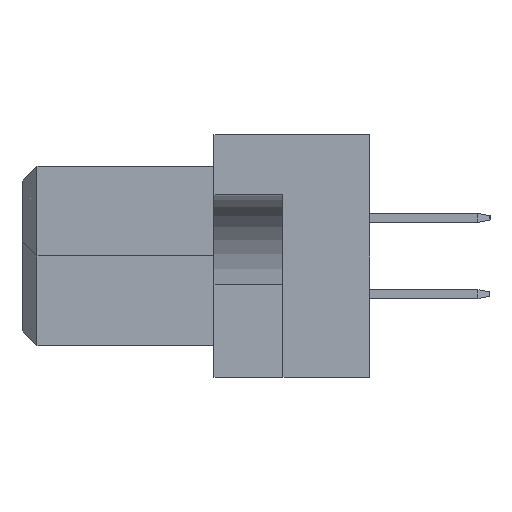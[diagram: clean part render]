
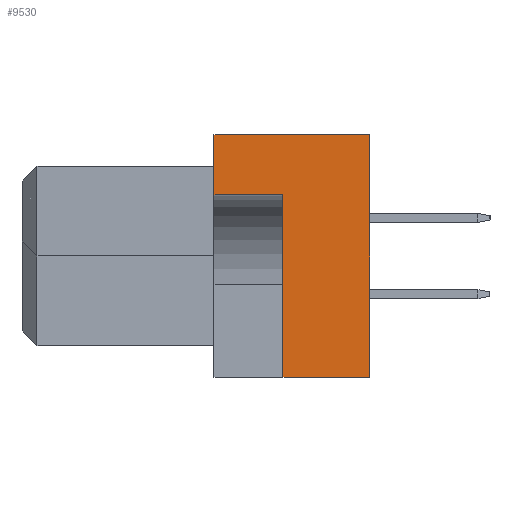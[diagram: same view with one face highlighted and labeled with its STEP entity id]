
A CAD part, left-side view. The second image highlights one B-rep face of the part: STEP entity #9530.
In plain terms, the highlighted planar face has unit normal (-1, 0, 0).
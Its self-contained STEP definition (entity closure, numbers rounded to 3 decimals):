
#209 = ORIENTED_EDGE ( 'NONE', *, *, #3716, .F. ) ;
#630 = EDGE_CURVE ( 'NONE', #703, #11213, #5794, .T. ) ;
#703 = VERTEX_POINT ( 'NONE', #4716 ) ;
#720 = CARTESIAN_POINT ( 'NONE',  ( -27.5, 5.2, 4.05 ) ) ;
#809 = CARTESIAN_POINT ( 'NONE',  ( -27.5, 5.2, 4.05 ) ) ;
#1058 = CARTESIAN_POINT ( 'NONE',  ( -27.5, 5.2, 2.05 ) ) ;
#1470 = VECTOR ( 'NONE', #7249, 1000. ) ;
#1575 = CARTESIAN_POINT ( 'NONE',  ( -27.5, 2.9, 2.05 ) ) ;
#1774 = EDGE_CURVE ( 'NONE', #11929, #10919, #4484, .T. ) ;
#1984 = DIRECTION ( 'NONE',  ( 1., 0., 0. ) ) ;
#1990 = CARTESIAN_POINT ( 'NONE',  ( -27.5, 0., 4.05 ) ) ;
#2030 = DIRECTION ( 'NONE',  ( 0., -1., 0. ) ) ;
#2035 = VERTEX_POINT ( 'NONE', #4460 ) ;
#2464 = EDGE_CURVE ( 'NONE', #2035, #10919, #7769, .T. ) ;
#2559 = VECTOR ( 'NONE', #10337, 1000. ) ;
#2688 = CARTESIAN_POINT ( 'NONE',  ( -27.5, 2.9, -4.05 ) ) ;
#2738 = CARTESIAN_POINT ( 'NONE',  ( -27.5, 2.9, 2.05 ) ) ;
#3305 = CARTESIAN_POINT ( 'NONE',  ( -27.5, 5.2, 4.05 ) ) ;
#3716 = EDGE_CURVE ( 'NONE', #11797, #703, #8519, .T. ) ;
#4407 = VECTOR ( 'NONE', #12649, 1000. ) ;
#4460 = CARTESIAN_POINT ( 'NONE',  ( -27.5, 0., -4.05 ) ) ;
#4483 = LINE ( 'NONE', #12138, #9894 ) ;
#4484 = LINE ( 'NONE', #3305, #2559 ) ;
#4716 = CARTESIAN_POINT ( 'NONE',  ( -27.5, 2.9, 2.05 ) ) ;
#5341 = ORIENTED_EDGE ( 'NONE', *, *, #11217, .F. ) ;
#5588 = LINE ( 'NONE', #7744, #13011 ) ;
#5794 = LINE ( 'NONE', #1575, #4407 ) ;
#6205 = ORIENTED_EDGE ( 'NONE', *, *, #1774, .F. ) ;
#7064 = AXIS2_PLACEMENT_3D ( 'NONE', #720, #1984, #14188 ) ;
#7249 = DIRECTION ( 'NONE',  ( 0., 0., 1. ) ) ;
#7613 = PLANE ( 'NONE',  #7064 ) ;
#7701 = ORIENTED_EDGE ( 'NONE', *, *, #630, .F. ) ;
#7744 = CARTESIAN_POINT ( 'NONE',  ( -27.5, 5.2, 4.05 ) ) ;
#7769 = LINE ( 'NONE', #1990, #8151 ) ;
#7800 = EDGE_LOOP ( 'NONE', ( #5341, #7701, #209, #13711, #7832, #6205 ) ) ;
#7832 = ORIENTED_EDGE ( 'NONE', *, *, #2464, .T. ) ;
#8151 = VECTOR ( 'NONE', #12383, 1000. ) ;
#8519 = LINE ( 'NONE', #2738, #1470 ) ;
#8582 = FACE_OUTER_BOUND ( 'NONE', #7800, .T. ) ;
#8841 = EDGE_CURVE ( 'NONE', #11797, #2035, #4483, .T. ) ;
#9530 = ADVANCED_FACE ( 'NONE', ( #8582 ), #7613, .F. ) ;
#9606 = CARTESIAN_POINT ( 'NONE',  ( -27.5, 0., 4.05 ) ) ;
#9894 = VECTOR ( 'NONE', #2030, 1000. ) ;
#10051 = DIRECTION ( 'NONE',  ( 0., 0., 1. ) ) ;
#10337 = DIRECTION ( 'NONE',  ( 0., -1., 0. ) ) ;
#10919 = VERTEX_POINT ( 'NONE', #9606 ) ;
#11213 = VERTEX_POINT ( 'NONE', #1058 ) ;
#11217 = EDGE_CURVE ( 'NONE', #11213, #11929, #5588, .T. ) ;
#11797 = VERTEX_POINT ( 'NONE', #2688 ) ;
#11929 = VERTEX_POINT ( 'NONE', #809 ) ;
#12138 = CARTESIAN_POINT ( 'NONE',  ( -27.5, 5.2, -4.05 ) ) ;
#12383 = DIRECTION ( 'NONE',  ( 0., 0., 1. ) ) ;
#12649 = DIRECTION ( 'NONE',  ( 0., 1., 0. ) ) ;
#13011 = VECTOR ( 'NONE', #10051, 1000. ) ;
#13711 = ORIENTED_EDGE ( 'NONE', *, *, #8841, .T. ) ;
#14188 = DIRECTION ( 'NONE',  ( 0., 0., -1. ) ) ;
